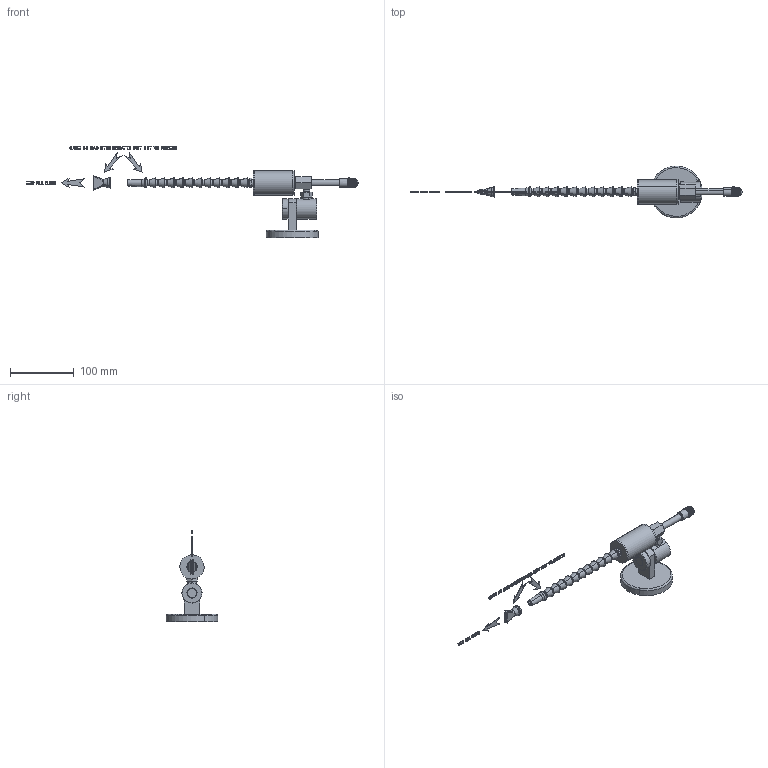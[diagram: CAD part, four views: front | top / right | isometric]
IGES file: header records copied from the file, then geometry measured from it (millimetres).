
Start section: START RECORD GO HERE.
Global section: file name: Mini Cooler.igs; native system: DASSAULT SYSTEMES CATIA V5 R20 - www.3ds.com; preprocessor: CATIA Version 5 Release 20 ; author: DESIGNENG; organization: DESIGNENG; date: 20150701.163412; units: millimetre
Bounding box: 521.55 x 81.48 x 143.77 mm (x, y, z)
Volume: 182604.9 mm3; surface area: 79669.3 mm2
Topology: 61 solids, 61 shells, 1452 faces, 3635 edges, 2347 vertices
Faces by surface type: plane 565, revolution 399, extrusion 332, bspline 156
